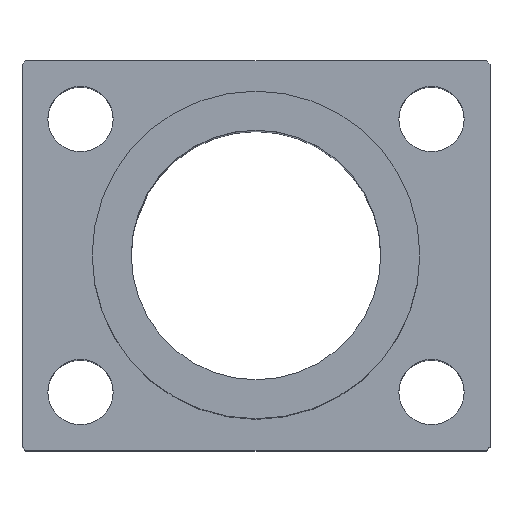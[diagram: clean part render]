
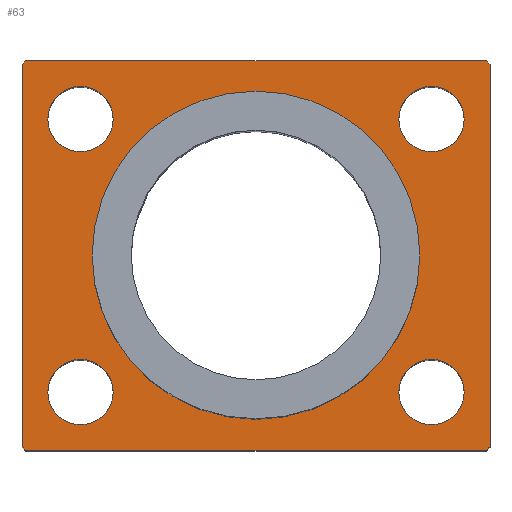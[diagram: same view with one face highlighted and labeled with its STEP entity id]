
A CAD part, top view. The second image highlights one B-rep face of the part: STEP entity #63.
In plain terms, the highlighted planar face has unit normal (0, 0, 1).
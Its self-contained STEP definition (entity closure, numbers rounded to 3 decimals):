
#63 = ADVANCED_FACE( '', ( #156, #157, #158, #159, #160, #161 ), #162, .T. );
#156 = FACE_BOUND( '', #297, .T. );
#157 = FACE_BOUND( '', #298, .T. );
#158 = FACE_OUTER_BOUND( '', #299, .T. );
#159 = FACE_BOUND( '', #300, .T. );
#160 = FACE_BOUND( '', #301, .T. );
#161 = FACE_BOUND( '', #302, .T. );
#162 = PLANE( '', #303 );
#297 = EDGE_LOOP( '', ( #445 ) );
#298 = EDGE_LOOP( '', ( #446 ) );
#299 = EDGE_LOOP( '', ( #447, #448, #449, #450, #451, #452, #453, #454 ) );
#300 = EDGE_LOOP( '', ( #455 ) );
#301 = EDGE_LOOP( '', ( #456 ) );
#302 = EDGE_LOOP( '', ( #457 ) );
#303 = AXIS2_PLACEMENT_3D( '', #458, #459, #460 );
#445 = ORIENTED_EDGE( '', *, *, #673, .F. );
#446 = ORIENTED_EDGE( '', *, *, #674, .F. );
#447 = ORIENTED_EDGE( '', *, *, #675, .T. );
#448 = ORIENTED_EDGE( '', *, *, #676, .T. );
#449 = ORIENTED_EDGE( '', *, *, #677, .T. );
#450 = ORIENTED_EDGE( '', *, *, #678, .T. );
#451 = ORIENTED_EDGE( '', *, *, #679, .T. );
#452 = ORIENTED_EDGE( '', *, *, #680, .T. );
#453 = ORIENTED_EDGE( '', *, *, #681, .T. );
#454 = ORIENTED_EDGE( '', *, *, #682, .T. );
#455 = ORIENTED_EDGE( '', *, *, #683, .T. );
#456 = ORIENTED_EDGE( '', *, *, #684, .F. );
#457 = ORIENTED_EDGE( '', *, *, #685, .F. );
#458 = CARTESIAN_POINT( '', ( 0., 0., 60. ) );
#459 = DIRECTION( '', ( 0., 0., 1. ) );
#460 = DIRECTION( '', ( 1., 0., 0. ) );
#673 = EDGE_CURVE( '', #775, #775, #776, .T. );
#674 = EDGE_CURVE( '', #777, #777, #778, .T. );
#675 = EDGE_CURVE( '', #779, #780, #781, .T. );
#676 = EDGE_CURVE( '', #780, #782, #783, .T. );
#677 = EDGE_CURVE( '', #782, #784, #785, .T. );
#678 = EDGE_CURVE( '', #784, #786, #787, .T. );
#679 = EDGE_CURVE( '', #786, #788, #789, .T. );
#680 = EDGE_CURVE( '', #788, #790, #791, .T. );
#681 = EDGE_CURVE( '', #790, #792, #793, .T. );
#682 = EDGE_CURVE( '', #792, #779, #794, .T. );
#683 = EDGE_CURVE( '', #795, #795, #796, .F. );
#684 = EDGE_CURVE( '', #797, #797, #798, .T. );
#685 = EDGE_CURVE( '', #799, #799, #800, .T. );
#775 = VERTEX_POINT( '', #914 );
#776 = CIRCLE( '', #915, 4.188 );
#777 = VERTEX_POINT( '', #916 );
#778 = CIRCLE( '', #917, 4.188 );
#779 = VERTEX_POINT( '', #918 );
#780 = VERTEX_POINT( '', #919 );
#781 = LINE( '', #920, #921 );
#782 = VERTEX_POINT( '', #922 );
#783 = LINE( '', #923, #924 );
#784 = VERTEX_POINT( '', #925 );
#785 = LINE( '', #926, #927 );
#786 = VERTEX_POINT( '', #928 );
#787 = LINE( '', #929, #930 );
#788 = VERTEX_POINT( '', #931 );
#789 = LINE( '', #932, #933 );
#790 = VERTEX_POINT( '', #934 );
#791 = LINE( '', #935, #936 );
#792 = VERTEX_POINT( '', #937 );
#793 = LINE( '', #938, #939 );
#794 = LINE( '', #940, #941 );
#795 = VERTEX_POINT( '', #942 );
#796 = CIRCLE( '', #943, 21. );
#797 = VERTEX_POINT( '', #944 );
#798 = CIRCLE( '', #945, 4.188 );
#799 = VERTEX_POINT( '', #946 );
#800 = CIRCLE( '', #947, 4.188 );
#914 = CARTESIAN_POINT( '', ( 26.688, 42.5, 60. ) );
#915 = AXIS2_PLACEMENT_3D( '', #1114, #1115, #1116 );
#916 = CARTESIAN_POINT( '', ( 26.688, 7.5, 60. ) );
#917 = AXIS2_PLACEMENT_3D( '', #1117, #1118, #1119 );
#918 = CARTESIAN_POINT( '', ( -29.5, 50., 60. ) );
#919 = CARTESIAN_POINT( '', ( -30., 49.5, 60. ) );
#920 = CARTESIAN_POINT( '', ( -29.5, 50., 60. ) );
#921 = VECTOR( '', #1120, 1000. );
#922 = CARTESIAN_POINT( '', ( -30., 0.5, 60. ) );
#923 = CARTESIAN_POINT( '', ( -30., 49.5, 60. ) );
#924 = VECTOR( '', #1121, 1000. );
#925 = CARTESIAN_POINT( '', ( -29.5, 0., 60. ) );
#926 = CARTESIAN_POINT( '', ( -30., 0.5, 60. ) );
#927 = VECTOR( '', #1122, 1000. );
#928 = CARTESIAN_POINT( '', ( 29.5, 0., 60. ) );
#929 = CARTESIAN_POINT( '', ( -29.5, 0., 60. ) );
#930 = VECTOR( '', #1123, 1000. );
#931 = CARTESIAN_POINT( '', ( 30., 0.5, 60. ) );
#932 = CARTESIAN_POINT( '', ( 29.5, 0., 60. ) );
#933 = VECTOR( '', #1124, 1000. );
#934 = CARTESIAN_POINT( '', ( 30., 49.5, 60. ) );
#935 = CARTESIAN_POINT( '', ( 30., 0.5, 60. ) );
#936 = VECTOR( '', #1125, 1000. );
#937 = CARTESIAN_POINT( '', ( 29.5, 50., 60. ) );
#938 = CARTESIAN_POINT( '', ( 30., 49.5, 60. ) );
#939 = VECTOR( '', #1126, 1000. );
#940 = CARTESIAN_POINT( '', ( 29.5, 50., 60. ) );
#941 = VECTOR( '', #1127, 1000. );
#942 = CARTESIAN_POINT( '', ( 21., 25., 60. ) );
#943 = AXIS2_PLACEMENT_3D( '', #1128, #1129, #1130 );
#944 = CARTESIAN_POINT( '', ( -18.312, 7.5, 60. ) );
#945 = AXIS2_PLACEMENT_3D( '', #1131, #1132, #1133 );
#946 = CARTESIAN_POINT( '', ( -18.312, 42.5, 60. ) );
#947 = AXIS2_PLACEMENT_3D( '', #1134, #1135, #1136 );
#1114 = CARTESIAN_POINT( '', ( 22.5, 42.5, 60. ) );
#1115 = DIRECTION( '', ( 0., 0., 1. ) );
#1116 = DIRECTION( '', ( 1., 0., 0. ) );
#1117 = CARTESIAN_POINT( '', ( 22.5, 7.5, 60. ) );
#1118 = DIRECTION( '', ( 0., 0., 1. ) );
#1119 = DIRECTION( '', ( 1., 0., 0. ) );
#1120 = DIRECTION( '', ( -0.707, -0.707, 0. ) );
#1121 = DIRECTION( '', ( 0., -1., 0. ) );
#1122 = DIRECTION( '', ( 0.707, -0.707, 0. ) );
#1123 = DIRECTION( '', ( 1., 0., 0. ) );
#1124 = DIRECTION( '', ( 0.707, 0.707, 0. ) );
#1125 = DIRECTION( '', ( 0., 1., 0. ) );
#1126 = DIRECTION( '', ( -0.707, 0.707, 0. ) );
#1127 = DIRECTION( '', ( -1., 0., 0. ) );
#1128 = CARTESIAN_POINT( '', ( 0., 25., 60. ) );
#1129 = DIRECTION( '', ( 0., 0., 1. ) );
#1130 = DIRECTION( '', ( 1., 0., 0. ) );
#1131 = CARTESIAN_POINT( '', ( -22.5, 7.5, 60. ) );
#1132 = DIRECTION( '', ( 0., 0., 1. ) );
#1133 = DIRECTION( '', ( 1., 0., 0. ) );
#1134 = CARTESIAN_POINT( '', ( -22.5, 42.5, 60. ) );
#1135 = DIRECTION( '', ( 0., 0., 1. ) );
#1136 = DIRECTION( '', ( 1., 0., 0. ) );
